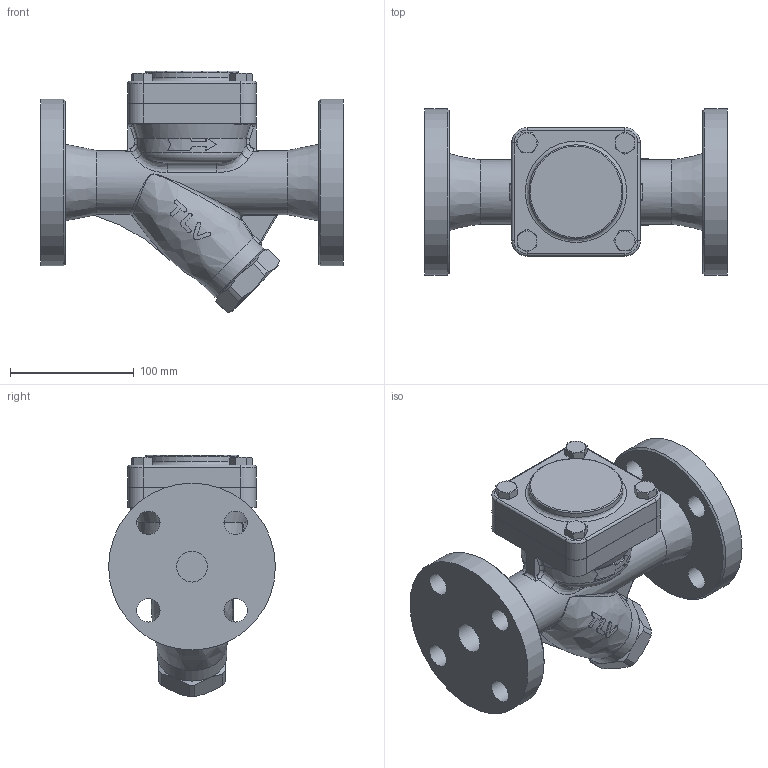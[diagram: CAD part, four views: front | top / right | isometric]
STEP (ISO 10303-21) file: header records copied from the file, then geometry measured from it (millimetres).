
FILE_DESCRIPTION((''),'2;1');
FILE_NAME('a3n00-032-jis10-00.stp','2010-12-07T09:45:15',('nakaot'),(''),'Autodesk Inventor 2008','Autodesk Inventor 2008','');
FILE_SCHEMA(('AUTOMOTIVE_DESIGN { 1 0 10303 214 1 1 1 1 }'));
Length unit declared in the file: millimetre
Products named in the file (1): a3n00-032-jis10-00
Bounding box: 245 x 135 x 195.44 mm (x, y, z)
Volume: 1825660.7 mm3; surface area: 187073.5 mm2
Topology: 1 solids, 1 shells, 276 faces, 693 edges, 440 vertices
Faces by surface type: plane 99, cylinder 80, bspline 55, cone 34, torus 8
Full cylindrical faces by diameter (mm): 10 x8, 19 x4, 25 x1, 52 x1, 56 x1, 60 x1, 76 x1, 135 x1
Entity records: 13481 total; most frequent: CARTESIAN_POINT 7575, ORIENTED_EDGE 1276, DIRECTION 1066, EDGE_CURVE 638, AXIS2_PLACEMENT_3D 432, VERTEX_POINT 422, EDGE_LOOP 360, FACE_OUTER_BOUND 276
